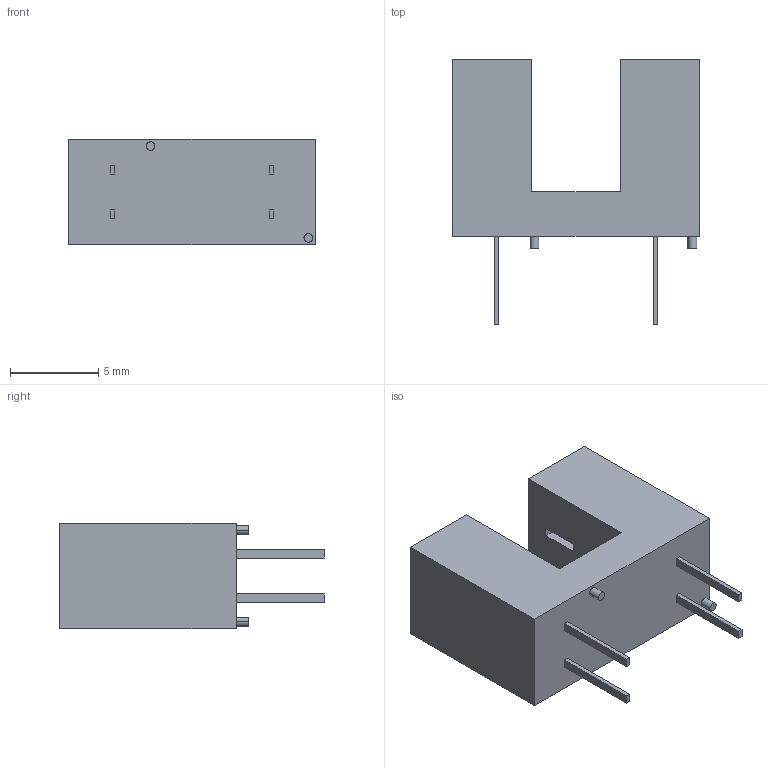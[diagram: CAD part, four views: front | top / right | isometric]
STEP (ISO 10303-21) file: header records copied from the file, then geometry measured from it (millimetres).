
FILE_DESCRIPTION (( 'STEP AP214' ), '1' );
FILE_NAME ('EEDEFAU1210649141966.step', '2006-12-10T11:49:12', ( 'SysAdmin' ), ( 'SolidWorks' ), 'SwSTEP 2.0', 'SolidWorks 2007', '' );
FILE_SCHEMA (( 'AUTOMOTIVE_DESIGN' ));
Length unit declared in the file: millimetre
Products named in the file (1): EEDEFAU1210649141966
Bounding box: 14 x 15 x 6 mm (x, y, z)
Volume: 615.6 mm3; surface area: 626 mm2
Topology: 1 solids, 1 shells, 46 faces, 108 edges, 72 vertices
Faces by surface type: plane 42, cylinder 4
Entity records: 1543 total; most frequent: CARTESIAN_POINT 227, ORIENTED_EDGE 216, DIRECTION 210, EDGE_CURVE 108, LINE 100, VECTOR 100, VERTEX_POINT 72, AXIS2_PLACEMENT_3D 55
